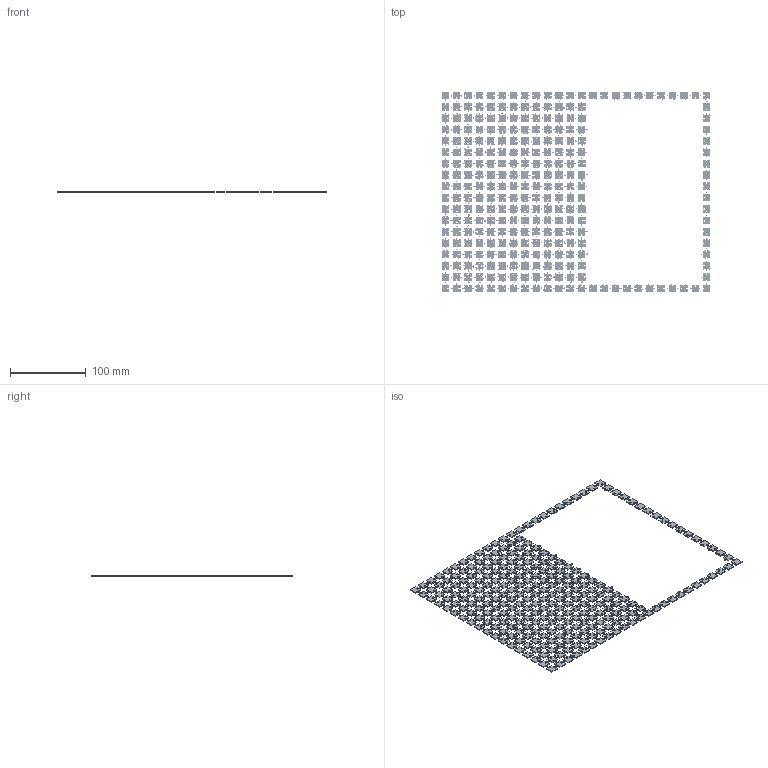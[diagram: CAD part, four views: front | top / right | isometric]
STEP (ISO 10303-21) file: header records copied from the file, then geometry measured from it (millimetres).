
FILE_DESCRIPTION(('HOOPS Exchange Step'),'2;1');
FILE_NAME('temp_export','2024-08-14T16:36:38+08:00',('sharma21'),('Shapr3D Limited'),'HOOPS Exchange 2024.2','Shapr3D','Authorized');
FILE_SCHEMA( ('AP242_MANAGED_MODEL_BASED_3D_ENGINEERING_MIM_LF {1 0 10303 442 1 1 4 }') );
Length unit declared in the file: millimetre
Products named in the file (1): root
Bounding box: 355 x 265 x 1 mm (x, y, z)
Volume: 27436.6 mm3; surface area: 70619.2 mm2
Topology: 272 solids, 272 shells, 1632 faces, 3264 edges, 2176 vertices
Faces by surface type: bspline 1004, plane 628
Entity records: 55193 total; most frequent: CARTESIAN_POINT 28182, ORIENTED_EDGE 6528, EDGE_CURVE 3264, DIRECTION 2516, VERTEX_POINT 2176, B_SPLINE_CURVE_WITH_KNOTS 2008, EDGE_LOOP 1632, FACE_BOUND 1632
